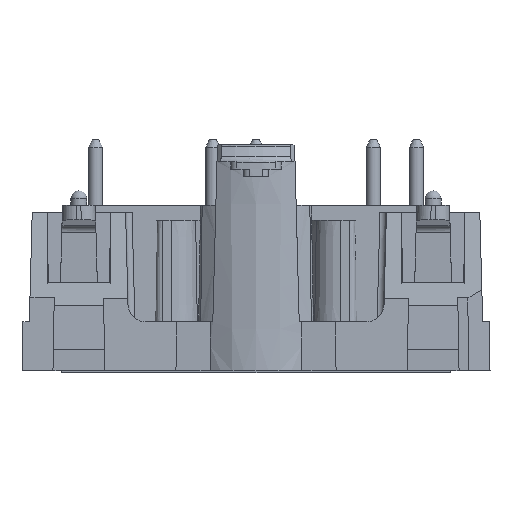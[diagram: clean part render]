
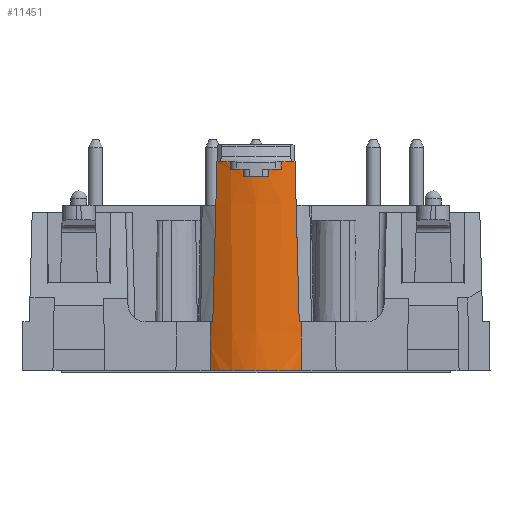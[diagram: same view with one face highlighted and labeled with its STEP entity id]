
A CAD part, left-side view. The second image highlights one B-rep face of the part: STEP entity #11451.
In plain terms, the highlighted conical face has half-angle 0.516 degrees and reference radius 5.5 mm.
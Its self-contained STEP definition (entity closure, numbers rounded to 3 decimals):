
#47=CONICAL_SURFACE('',#15801,5.5,0.009);
#114=CIRCLE('',#15351,5.469);
#182=CIRCLE('',#15693,5.5);
#185=CIRCLE('',#15698,5.5);
#202=CIRCLE('',#15721,5.6);
#205=CIRCLE('',#15803,5.595);
#206=CIRCLE('',#15804,5.591);
#207=CIRCLE('',#15805,5.595);
#208=CIRCLE('',#15806,5.6);
#533=ELLIPSE('',#15738,248.172,3.71);
#549=ELLIPSE('',#15802,283.039,6.957);
#550=ELLIPSE('',#15807,283.039,6.957);
#551=ELLIPSE('',#15808,248.172,3.71);
#751=B_SPLINE_CURVE_WITH_KNOTS('',3,(#23486,#23487,#23488,#23489),
 .UNSPECIFIED.,.F.,.F.,(4,4),(0.002,0.002),
 .UNSPECIFIED.);
#752=B_SPLINE_CURVE_WITH_KNOTS('',3,(#23493,#23494,#23495,#23496),
 .UNSPECIFIED.,.F.,.F.,(4,4),(0.002,0.002),
 .UNSPECIFIED.);
#753=B_SPLINE_CURVE_WITH_KNOTS('',3,(#23500,#23501,#23502,#23503),
 .UNSPECIFIED.,.F.,.F.,(4,4),(0.002,0.003),
 .UNSPECIFIED.);
#754=B_SPLINE_CURVE_WITH_KNOTS('',3,(#23507,#23508,#23509,#23510),
 .UNSPECIFIED.,.F.,.F.,(4,4),(0.002,0.002),
 .UNSPECIFIED.);
#3316=ORIENTED_EDGE('',*,*,#4746,.F.);
#3317=ORIENTED_EDGE('',*,*,#5360,.F.);
#3318=ORIENTED_EDGE('',*,*,#5300,.T.);
#3319=ORIENTED_EDGE('',*,*,#5468,.F.);
#3320=ORIENTED_EDGE('',*,*,#5337,.T.);
#3321=ORIENTED_EDGE('',*,*,#5469,.T.);
#3322=ORIENTED_EDGE('',*,*,#5470,.T.);
#3323=ORIENTED_EDGE('',*,*,#5471,.T.);
#3324=ORIENTED_EDGE('',*,*,#5472,.T.);
#3325=ORIENTED_EDGE('',*,*,#5473,.T.);
#3326=ORIENTED_EDGE('',*,*,#5474,.T.);
#3327=ORIENTED_EDGE('',*,*,#5475,.T.);
#3328=ORIENTED_EDGE('',*,*,#5476,.T.);
#3329=ORIENTED_EDGE('',*,*,#5477,.F.);
#3330=ORIENTED_EDGE('',*,*,#5305,.T.);
#3331=ORIENTED_EDGE('',*,*,#5478,.T.);
#4746=EDGE_CURVE('',#6237,#6238,#114,.F.);
#5300=EDGE_CURVE('',#6602,#6603,#182,.T.);
#5305=EDGE_CURVE('',#6604,#6608,#185,.T.);
#5337=EDGE_CURVE('',#6639,#6638,#202,.T.);
#5360=EDGE_CURVE('',#6602,#6237,#533,.T.);
#5468=EDGE_CURVE('',#6639,#6603,#549,.F.);
#5469=EDGE_CURVE('',#6638,#6710,#751,.T.);
#5470=EDGE_CURVE('',#6710,#6711,#205,.T.);
#5471=EDGE_CURVE('',#6711,#6712,#752,.T.);
#5472=EDGE_CURVE('',#6712,#6713,#206,.T.);
#5473=EDGE_CURVE('',#6713,#6714,#753,.T.);
#5474=EDGE_CURVE('',#6714,#6715,#207,.T.);
#5475=EDGE_CURVE('',#6715,#6716,#754,.T.);
#5476=EDGE_CURVE('',#6716,#6717,#208,.T.);
#5477=EDGE_CURVE('',#6604,#6717,#550,.F.);
#5478=EDGE_CURVE('',#6608,#6238,#551,.F.);
#6237=VERTEX_POINT('',#21945);
#6238=VERTEX_POINT('',#21947);
#6602=VERTEX_POINT('',#23143);
#6603=VERTEX_POINT('',#23146);
#6604=VERTEX_POINT('',#23150);
#6608=VERTEX_POINT('',#23157);
#6638=VERTEX_POINT('',#23222);
#6639=VERTEX_POINT('',#23224);
#6710=VERTEX_POINT('',#23490);
#6711=VERTEX_POINT('',#23492);
#6712=VERTEX_POINT('',#23497);
#6713=VERTEX_POINT('',#23499);
#6714=VERTEX_POINT('',#23504);
#6715=VERTEX_POINT('',#23506);
#6716=VERTEX_POINT('',#23511);
#6717=VERTEX_POINT('',#23513);
#9562=EDGE_LOOP('',(#3316,#3317,#3318,#3319,#3320,#3321,#3322,#3323,#3324,
#3325,#3326,#3327,#3328,#3329,#3330,#3331));
#10338=FACE_BOUND('',#9562,.T.);
#11451=ADVANCED_FACE('',(#10338),#47,.T.);
#15351=AXIS2_PLACEMENT_3D('',#21946,#16892,#16893);
#15693=AXIS2_PLACEMENT_3D('',#23147,#17950,#17951);
#15698=AXIS2_PLACEMENT_3D('',#23158,#17961,#17962);
#15721=AXIS2_PLACEMENT_3D('',#23223,#18019,#18020);
#15738=AXIS2_PLACEMENT_3D('',#23270,#18064,#18065);
#15801=AXIS2_PLACEMENT_3D('',#23484,#18280,#18281);
#15802=AXIS2_PLACEMENT_3D('',#23485,#18282,#18283);
#15803=AXIS2_PLACEMENT_3D('',#23491,#18284,#18285);
#15804=AXIS2_PLACEMENT_3D('',#23498,#18286,#18287);
#15805=AXIS2_PLACEMENT_3D('',#23505,#18288,#18289);
#15806=AXIS2_PLACEMENT_3D('',#23512,#18290,#18291);
#15807=AXIS2_PLACEMENT_3D('',#23514,#18292,#18293);
#15808=AXIS2_PLACEMENT_3D('',#23515,#18294,#18295);
#16892=DIRECTION('',(0.,0.,1.));
#16893=DIRECTION('',(1.,0.,0.));
#17950=DIRECTION('',(0.,0.,-1.));
#17951=DIRECTION('',(-1.,0.,0.));
#17961=DIRECTION('',(0.,0.,-1.));
#17962=DIRECTION('',(-1.,0.,0.));
#18019=DIRECTION('',(0.,0.,-1.));
#18020=DIRECTION('',(-1.,0.,0.));
#18064=DIRECTION('',(1.,0.,0.017));
#18065=DIRECTION('',(-0.017,0.,1.));
#18280=DIRECTION('',(0.,0.,1.));
#18281=DIRECTION('',(-1.,0.,0.));
#18282=DIRECTION('',(0.,1.,-0.026));
#18283=DIRECTION('',(0.,0.026,1.));
#18284=DIRECTION('',(0.,0.,-1.));
#18285=DIRECTION('',(-1.,0.,0.));
#18286=DIRECTION('',(0.,0.,-1.));
#18287=DIRECTION('',(-1.,0.,0.));
#18288=DIRECTION('',(0.,0.,-1.));
#18289=DIRECTION('',(-1.,0.,0.));
#18290=DIRECTION('',(0.,0.,-1.));
#18291=DIRECTION('',(-1.,0.,0.));
#18292=DIRECTION('',(0.,-1.,-0.026));
#18293=DIRECTION('',(0.,-0.026,1.));
#18294=DIRECTION('',(1.,0.,0.017));
#18295=DIRECTION('',(-0.017,0.,1.));
#21945=CARTESIAN_POINT('',(-31.941,-3.193,0.));
#21946=CARTESIAN_POINT('',(-27.5,0.,0.));
#21947=CARTESIAN_POINT('',(-31.941,3.193,0.));
#23143=CARTESIAN_POINT('',(-32.,-3.162,3.4));
#23146=CARTESIAN_POINT('',(-32.11,-3.,3.4));
#23147=CARTESIAN_POINT('',(-27.5,0.,3.4));
#23150=CARTESIAN_POINT('',(-32.11,3.,3.4));
#23157=CARTESIAN_POINT('',(-32.,3.162,3.4));
#23158=CARTESIAN_POINT('',(-27.5,0.,3.4));
#23222=CARTESIAN_POINT('',(-32.82,-1.75,14.5));
#23223=CARTESIAN_POINT('',(-27.5,0.,14.5));
#23224=CARTESIAN_POINT('',(-32.401,-2.709,14.5));
#23270=CARTESIAN_POINT('',(-29.735,0.,-126.336));
#23484=CARTESIAN_POINT('',(-27.5,0.,3.4));
#23485=CARTESIAN_POINT('',(-27.5,2.549,215.309));
#23486=CARTESIAN_POINT('',(-32.82,-1.75,14.5));
#23487=CARTESIAN_POINT('',(-32.818,-1.75,14.333));
#23488=CARTESIAN_POINT('',(-32.816,-1.75,14.167));
#23489=CARTESIAN_POINT('',(-32.815,-1.75,14.));
#23490=CARTESIAN_POINT('',(-32.815,-1.75,14.));
#23491=CARTESIAN_POINT('',(-27.5,0.,14.));
#23492=CARTESIAN_POINT('',(-33.023,-0.9,14.));
#23493=CARTESIAN_POINT('',(-33.023,-0.9,14.));
#23494=CARTESIAN_POINT('',(-33.021,-0.9,13.833));
#23495=CARTESIAN_POINT('',(-33.02,-0.9,13.667));
#23496=CARTESIAN_POINT('',(-33.018,-0.9,13.5));
#23497=CARTESIAN_POINT('',(-33.018,-0.9,13.5));
#23498=CARTESIAN_POINT('',(-27.5,0.,13.5));
#23499=CARTESIAN_POINT('',(-33.018,0.9,13.5));
#23500=CARTESIAN_POINT('',(-33.018,0.9,13.5));
#23501=CARTESIAN_POINT('',(-33.02,0.9,13.667));
#23502=CARTESIAN_POINT('',(-33.021,0.9,13.833));
#23503=CARTESIAN_POINT('',(-33.023,0.9,14.));
#23504=CARTESIAN_POINT('',(-33.023,0.9,14.));
#23505=CARTESIAN_POINT('',(-27.5,0.,14.));
#23506=CARTESIAN_POINT('',(-32.815,1.75,14.));
#23507=CARTESIAN_POINT('',(-32.815,1.75,14.));
#23508=CARTESIAN_POINT('',(-32.816,1.75,14.167));
#23509=CARTESIAN_POINT('',(-32.818,1.75,14.333));
#23510=CARTESIAN_POINT('',(-32.82,1.75,14.5));
#23511=CARTESIAN_POINT('',(-32.82,1.75,14.5));
#23512=CARTESIAN_POINT('',(-27.5,0.,14.5));
#23513=CARTESIAN_POINT('',(-32.401,2.709,14.5));
#23514=CARTESIAN_POINT('',(-27.5,-2.549,215.309));
#23515=CARTESIAN_POINT('',(-29.735,0.,-126.336));
